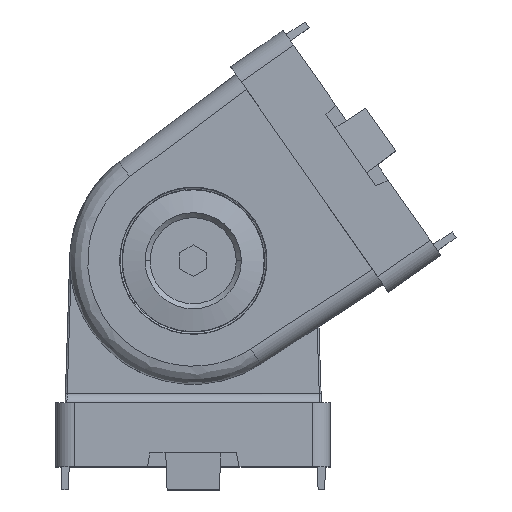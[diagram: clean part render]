
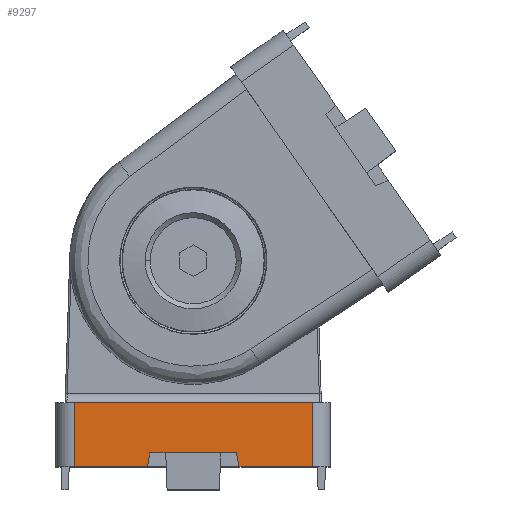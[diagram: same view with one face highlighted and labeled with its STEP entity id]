
A CAD part, top view. The second image highlights one B-rep face of the part: STEP entity #9297.
In plain terms, the highlighted planar face has unit normal (0, 0, 1).
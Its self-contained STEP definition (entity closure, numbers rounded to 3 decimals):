
#7037 = PLANE('',#7038);
#7038 = AXIS2_PLACEMENT_3D('',#7039,#7040,#7041);
#7039 = CARTESIAN_POINT('',(-15.,-15.5,-15.));
#7040 = DIRECTION('',(0.,-1.,0.));
#7041 = DIRECTION('',(0.,0.,1.));
#7098 = PLANE('',#7099);
#7099 = AXIS2_PLACEMENT_3D('',#7100,#7101,#7102);
#7100 = CARTESIAN_POINT('',(-15.,-22.5,-15.));
#7101 = DIRECTION('',(0.,-1.,0.));
#7102 = DIRECTION('',(0.,0.,1.));
#7556 = VERTEX_POINT('',#7557);
#7557 = CARTESIAN_POINT('',(4.736,-21.,15.));
#7564 = PLANE('',#7565);
#7565 = AXIS2_PLACEMENT_3D('',#7566,#7567,#7568);
#7566 = CARTESIAN_POINT('',(5.,-21.,13.));
#7567 = DIRECTION('',(0.,1.,0.));
#7568 = DIRECTION('',(1.,0.,0.));
#7576 = PLANE('',#7577);
#7577 = AXIS2_PLACEMENT_3D('',#7578,#7579,#7580);
#7578 = CARTESIAN_POINT('',(5.,-22.5,15.));
#7579 = DIRECTION('',(-0.985,-0.174,0.)
  );
#7580 = DIRECTION('',(-0.174,0.985,0.)
  );
#7588 = EDGE_CURVE('',#7556,#7589,#7591,.T.);
#7589 = VERTEX_POINT('',#7590);
#7590 = CARTESIAN_POINT('',(-4.736,-21.,15.));
#7591 = SURFACE_CURVE('',#7592,(#7596,#7603),.PCURVE_S1.);
#7592 = LINE('',#7593,#7594);
#7593 = CARTESIAN_POINT('',(5.,-21.,15.));
#7594 = VECTOR('',#7595,1.);
#7595 = DIRECTION('',(-1.,0.,0.));
#7596 = PCURVE('',#7564,#7597);
#7597 = DEFINITIONAL_REPRESENTATION('',(#7598),#7602);
#7598 = LINE('',#7599,#7600);
#7599 = CARTESIAN_POINT('',(0.,-2.));
#7600 = VECTOR('',#7601,1.);
#7601 = DIRECTION('',(-1.,0.));
#7602 = ( GEOMETRIC_REPRESENTATION_CONTEXT(2) 
PARAMETRIC_REPRESENTATION_CONTEXT() REPRESENTATION_CONTEXT('2D SPACE',''
  ) );
#7603 = PCURVE('',#7604,#7609);
#7604 = PLANE('',#7605);
#7605 = AXIS2_PLACEMENT_3D('',#7606,#7607,#7608);
#7606 = CARTESIAN_POINT('',(-15.,-15.5,15.));
#7607 = DIRECTION('',(0.,0.,-1.));
#7608 = DIRECTION('',(1.,0.,0.));
#7609 = DEFINITIONAL_REPRESENTATION('',(#7610),#7614);
#7610 = LINE('',#7611,#7612);
#7611 = CARTESIAN_POINT('',(20.,5.5));
#7612 = VECTOR('',#7613,1.);
#7613 = DIRECTION('',(-1.,0.));
#7614 = ( GEOMETRIC_REPRESENTATION_CONTEXT(2) 
PARAMETRIC_REPRESENTATION_CONTEXT() REPRESENTATION_CONTEXT('2D SPACE',''
  ) );
#7632 = PLANE('',#7633);
#7633 = AXIS2_PLACEMENT_3D('',#7634,#7635,#7636);
#7634 = CARTESIAN_POINT('',(-5.,-22.5,15.));
#7635 = DIRECTION('',(0.985,-0.174,0.
    ));
#7636 = DIRECTION('',(0.,0.,1.));
#9191 = CYLINDRICAL_SURFACE('',#9192,2.);
#9192 = AXIS2_PLACEMENT_3D('',#9193,#9194,#9195);
#9193 = CARTESIAN_POINT('',(-13.,-15.5,13.));
#9194 = DIRECTION('',(0.,1.,0.));
#9195 = DIRECTION('',(-1.,0.,0.));
#9297 = ADVANCED_FACE('',(#9298),#7604,.F.);
#9298 = FACE_BOUND('',#9299,.T.);
#9299 = EDGE_LOOP('',(#9300,#9301,#9324,#9347,#9375,#9398,#9421,#9444));
#9300 = ORIENTED_EDGE('',*,*,#7588,.F.);
#9301 = ORIENTED_EDGE('',*,*,#9302,.T.);
#9302 = EDGE_CURVE('',#7556,#9303,#9305,.T.);
#9303 = VERTEX_POINT('',#9304);
#9304 = CARTESIAN_POINT('',(5.,-22.5,15.));
#9305 = SURFACE_CURVE('',#9306,(#9310,#9317),.PCURVE_S1.);
#9306 = LINE('',#9307,#9308);
#9307 = CARTESIAN_POINT('',(3.2,-12.291,15.));
#9308 = VECTOR('',#9309,1.);
#9309 = DIRECTION('',(0.174,-0.985,0.
    ));
#9310 = PCURVE('',#7604,#9311);
#9311 = DEFINITIONAL_REPRESENTATION('',(#9312),#9316);
#9312 = LINE('',#9313,#9314);
#9313 = CARTESIAN_POINT('',(18.2,-3.209));
#9314 = VECTOR('',#9315,1.);
#9315 = DIRECTION('',(0.174,0.985));
#9316 = ( GEOMETRIC_REPRESENTATION_CONTEXT(2) 
PARAMETRIC_REPRESENTATION_CONTEXT() REPRESENTATION_CONTEXT('2D SPACE',''
  ) );
#9317 = PCURVE('',#7576,#9318);
#9318 = DEFINITIONAL_REPRESENTATION('',(#9319),#9323);
#9319 = LINE('',#9320,#9321);
#9320 = CARTESIAN_POINT('',(10.367,0.));
#9321 = VECTOR('',#9322,1.);
#9322 = DIRECTION('',(-1.,0.));
#9323 = ( GEOMETRIC_REPRESENTATION_CONTEXT(2) 
PARAMETRIC_REPRESENTATION_CONTEXT() REPRESENTATION_CONTEXT('2D SPACE',''
  ) );
#9324 = ORIENTED_EDGE('',*,*,#9325,.T.);
#9325 = EDGE_CURVE('',#9303,#9326,#9328,.T.);
#9326 = VERTEX_POINT('',#9327);
#9327 = CARTESIAN_POINT('',(13.,-22.5,15.));
#9328 = SURFACE_CURVE('',#9329,(#9333,#9340),.PCURVE_S1.);
#9329 = LINE('',#9330,#9331);
#9330 = CARTESIAN_POINT('',(-15.,-22.5,15.));
#9331 = VECTOR('',#9332,1.);
#9332 = DIRECTION('',(1.,0.,0.));
#9333 = PCURVE('',#7604,#9334);
#9334 = DEFINITIONAL_REPRESENTATION('',(#9335),#9339);
#9335 = LINE('',#9336,#9337);
#9336 = CARTESIAN_POINT('',(0.,7.));
#9337 = VECTOR('',#9338,1.);
#9338 = DIRECTION('',(1.,0.));
#9339 = ( GEOMETRIC_REPRESENTATION_CONTEXT(2) 
PARAMETRIC_REPRESENTATION_CONTEXT() REPRESENTATION_CONTEXT('2D SPACE',''
  ) );
#9340 = PCURVE('',#7098,#9341);
#9341 = DEFINITIONAL_REPRESENTATION('',(#9342),#9346);
#9342 = LINE('',#9343,#9344);
#9343 = CARTESIAN_POINT('',(30.,0.));
#9344 = VECTOR('',#9345,1.);
#9345 = DIRECTION('',(0.,-1.));
#9346 = ( GEOMETRIC_REPRESENTATION_CONTEXT(2) 
PARAMETRIC_REPRESENTATION_CONTEXT() REPRESENTATION_CONTEXT('2D SPACE',''
  ) );
#9347 = ORIENTED_EDGE('',*,*,#9348,.T.);
#9348 = EDGE_CURVE('',#9326,#9349,#9351,.T.);
#9349 = VERTEX_POINT('',#9350);
#9350 = CARTESIAN_POINT('',(13.,-15.5,15.));
#9351 = SURFACE_CURVE('',#9352,(#9356,#9363),.PCURVE_S1.);
#9352 = LINE('',#9353,#9354);
#9353 = CARTESIAN_POINT('',(13.,-15.5,15.));
#9354 = VECTOR('',#9355,1.);
#9355 = DIRECTION('',(0.,1.,0.));
#9356 = PCURVE('',#7604,#9357);
#9357 = DEFINITIONAL_REPRESENTATION('',(#9358),#9362);
#9358 = LINE('',#9359,#9360);
#9359 = CARTESIAN_POINT('',(28.,0.));
#9360 = VECTOR('',#9361,1.);
#9361 = DIRECTION('',(0.,-1.));
#9362 = ( GEOMETRIC_REPRESENTATION_CONTEXT(2) 
PARAMETRIC_REPRESENTATION_CONTEXT() REPRESENTATION_CONTEXT('2D SPACE',''
  ) );
#9363 = PCURVE('',#9364,#9369);
#9364 = CYLINDRICAL_SURFACE('',#9365,2.);
#9365 = AXIS2_PLACEMENT_3D('',#9366,#9367,#9368);
#9366 = CARTESIAN_POINT('',(13.,-15.5,13.));
#9367 = DIRECTION('',(0.,1.,0.));
#9368 = DIRECTION('',(-1.,0.,0.));
#9369 = DEFINITIONAL_REPRESENTATION('',(#9370),#9374);
#9370 = LINE('',#9371,#9372);
#9371 = CARTESIAN_POINT('',(1.571,0.));
#9372 = VECTOR('',#9373,1.);
#9373 = DIRECTION('',(0.,1.));
#9374 = ( GEOMETRIC_REPRESENTATION_CONTEXT(2) 
PARAMETRIC_REPRESENTATION_CONTEXT() REPRESENTATION_CONTEXT('2D SPACE',''
  ) );
#9375 = ORIENTED_EDGE('',*,*,#9376,.F.);
#9376 = EDGE_CURVE('',#9377,#9349,#9379,.T.);
#9377 = VERTEX_POINT('',#9378);
#9378 = CARTESIAN_POINT('',(-13.,-15.5,15.));
#9379 = SURFACE_CURVE('',#9380,(#9384,#9391),.PCURVE_S1.);
#9380 = LINE('',#9381,#9382);
#9381 = CARTESIAN_POINT('',(-15.,-15.5,15.));
#9382 = VECTOR('',#9383,1.);
#9383 = DIRECTION('',(1.,0.,0.));
#9384 = PCURVE('',#7604,#9385);
#9385 = DEFINITIONAL_REPRESENTATION('',(#9386),#9390);
#9386 = LINE('',#9387,#9388);
#9387 = CARTESIAN_POINT('',(0.,0.));
#9388 = VECTOR('',#9389,1.);
#9389 = DIRECTION('',(1.,0.));
#9390 = ( GEOMETRIC_REPRESENTATION_CONTEXT(2) 
PARAMETRIC_REPRESENTATION_CONTEXT() REPRESENTATION_CONTEXT('2D SPACE',''
  ) );
#9391 = PCURVE('',#7037,#9392);
#9392 = DEFINITIONAL_REPRESENTATION('',(#9393),#9397);
#9393 = LINE('',#9394,#9395);
#9394 = CARTESIAN_POINT('',(30.,0.));
#9395 = VECTOR('',#9396,1.);
#9396 = DIRECTION('',(0.,-1.));
#9397 = ( GEOMETRIC_REPRESENTATION_CONTEXT(2) 
PARAMETRIC_REPRESENTATION_CONTEXT() REPRESENTATION_CONTEXT('2D SPACE',''
  ) );
#9398 = ORIENTED_EDGE('',*,*,#9399,.T.);
#9399 = EDGE_CURVE('',#9377,#9400,#9402,.T.);
#9400 = VERTEX_POINT('',#9401);
#9401 = CARTESIAN_POINT('',(-13.,-22.5,15.));
#9402 = SURFACE_CURVE('',#9403,(#9407,#9414),.PCURVE_S1.);
#9403 = LINE('',#9404,#9405);
#9404 = CARTESIAN_POINT('',(-13.,-15.5,15.));
#9405 = VECTOR('',#9406,1.);
#9406 = DIRECTION('',(0.,-1.,0.));
#9407 = PCURVE('',#7604,#9408);
#9408 = DEFINITIONAL_REPRESENTATION('',(#9409),#9413);
#9409 = LINE('',#9410,#9411);
#9410 = CARTESIAN_POINT('',(2.,0.));
#9411 = VECTOR('',#9412,1.);
#9412 = DIRECTION('',(0.,1.));
#9413 = ( GEOMETRIC_REPRESENTATION_CONTEXT(2) 
PARAMETRIC_REPRESENTATION_CONTEXT() REPRESENTATION_CONTEXT('2D SPACE',''
  ) );
#9414 = PCURVE('',#9191,#9415);
#9415 = DEFINITIONAL_REPRESENTATION('',(#9416),#9420);
#9416 = LINE('',#9417,#9418);
#9417 = CARTESIAN_POINT('',(1.571,0.));
#9418 = VECTOR('',#9419,1.);
#9419 = DIRECTION('',(0.,-1.));
#9420 = ( GEOMETRIC_REPRESENTATION_CONTEXT(2) 
PARAMETRIC_REPRESENTATION_CONTEXT() REPRESENTATION_CONTEXT('2D SPACE',''
  ) );
#9421 = ORIENTED_EDGE('',*,*,#9422,.T.);
#9422 = EDGE_CURVE('',#9400,#9423,#9425,.T.);
#9423 = VERTEX_POINT('',#9424);
#9424 = CARTESIAN_POINT('',(-5.,-22.5,15.));
#9425 = SURFACE_CURVE('',#9426,(#9430,#9437),.PCURVE_S1.);
#9426 = LINE('',#9427,#9428);
#9427 = CARTESIAN_POINT('',(-15.,-22.5,15.));
#9428 = VECTOR('',#9429,1.);
#9429 = DIRECTION('',(1.,0.,0.));
#9430 = PCURVE('',#7604,#9431);
#9431 = DEFINITIONAL_REPRESENTATION('',(#9432),#9436);
#9432 = LINE('',#9433,#9434);
#9433 = CARTESIAN_POINT('',(0.,7.));
#9434 = VECTOR('',#9435,1.);
#9435 = DIRECTION('',(1.,0.));
#9436 = ( GEOMETRIC_REPRESENTATION_CONTEXT(2) 
PARAMETRIC_REPRESENTATION_CONTEXT() REPRESENTATION_CONTEXT('2D SPACE',''
  ) );
#9437 = PCURVE('',#7098,#9438);
#9438 = DEFINITIONAL_REPRESENTATION('',(#9439),#9443);
#9439 = LINE('',#9440,#9441);
#9440 = CARTESIAN_POINT('',(30.,0.));
#9441 = VECTOR('',#9442,1.);
#9442 = DIRECTION('',(0.,-1.));
#9443 = ( GEOMETRIC_REPRESENTATION_CONTEXT(2) 
PARAMETRIC_REPRESENTATION_CONTEXT() REPRESENTATION_CONTEXT('2D SPACE',''
  ) );
#9444 = ORIENTED_EDGE('',*,*,#9445,.F.);
#9445 = EDGE_CURVE('',#7589,#9423,#9446,.T.);
#9446 = SURFACE_CURVE('',#9447,(#9451,#9458),.PCURVE_S1.);
#9447 = LINE('',#9448,#9449);
#9448 = CARTESIAN_POINT('',(-5.,-22.5,15.));
#9449 = VECTOR('',#9450,1.);
#9450 = DIRECTION('',(-0.174,-0.985,
    0.));
#9451 = PCURVE('',#7604,#9452);
#9452 = DEFINITIONAL_REPRESENTATION('',(#9453),#9457);
#9453 = LINE('',#9454,#9455);
#9454 = CARTESIAN_POINT('',(10.,7.));
#9455 = VECTOR('',#9456,1.);
#9456 = DIRECTION('',(-0.174,0.985));
#9457 = ( GEOMETRIC_REPRESENTATION_CONTEXT(2) 
PARAMETRIC_REPRESENTATION_CONTEXT() REPRESENTATION_CONTEXT('2D SPACE',''
  ) );
#9458 = PCURVE('',#7632,#9459);
#9459 = DEFINITIONAL_REPRESENTATION('',(#9460),#9464);
#9460 = LINE('',#9461,#9462);
#9461 = CARTESIAN_POINT('',(0.,-0.));
#9462 = VECTOR('',#9463,1.);
#9463 = DIRECTION('',(0.,1.));
#9464 = ( GEOMETRIC_REPRESENTATION_CONTEXT(2) 
PARAMETRIC_REPRESENTATION_CONTEXT() REPRESENTATION_CONTEXT('2D SPACE',''
  ) );
